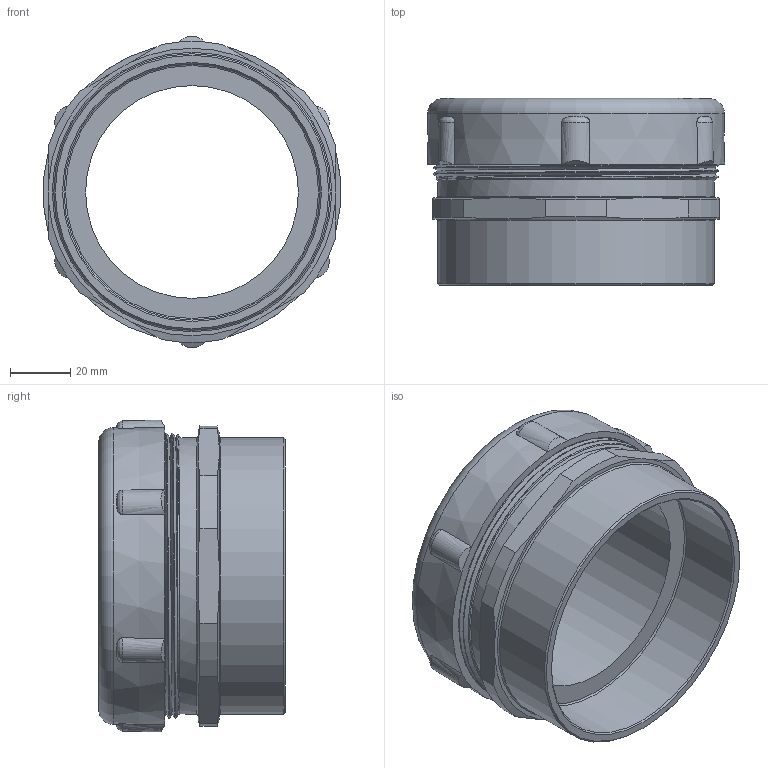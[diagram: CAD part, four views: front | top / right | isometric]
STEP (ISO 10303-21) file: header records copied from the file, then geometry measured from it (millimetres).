
FILE_DESCRIPTION(/* description */ (''),/* implementation_level */ '2;1');
FILE_NAME(/* name */ '',/* time_stamp */ '2025-06-06T09:01:31+07:00',/* author */ ('zeta-82'),/* organization */ (''),/* preprocessor_version */ 'ST-DEVELOPER v19.2',/* originating_system */ 'Autodesk Inventor 2024',/* authorisation */ '');
FILE_SCHEMA (('AUTOMOTIVE_DESIGN { 1 0 10303 214 3 1 1 }'));
Length unit declared in the file: millimetre
Products named in the file (1): ЗЭТА.105.220.000-14 РКв-
75
Bounding box: 98.58 x 62 x 103.4 mm (x, y, z)
Volume: 113654.9 mm3; surface area: 59256.6 mm2
Topology: 7 solids, 7 shells, 90 faces, 223 edges, 154 vertices
Faces by surface type: bspline 27, cone 22, plane 21, cylinder 16, torus 4
Full cylindrical faces by diameter (mm): 70.6 x1, 73 x1, 84 x1, 84.93 x1, 87 x1, 91.69 x1, 91.73 x1, 94.721 x1
Entity records: 4420 total; most frequent: CARTESIAN_POINT 2238, ORIENTED_EDGE 456, DIRECTION 384, EDGE_CURVE 228, AXIS2_PLACEMENT_3D 162, VERTEX_POINT 159, EDGE_LOOP 99, CIRCLE 98
